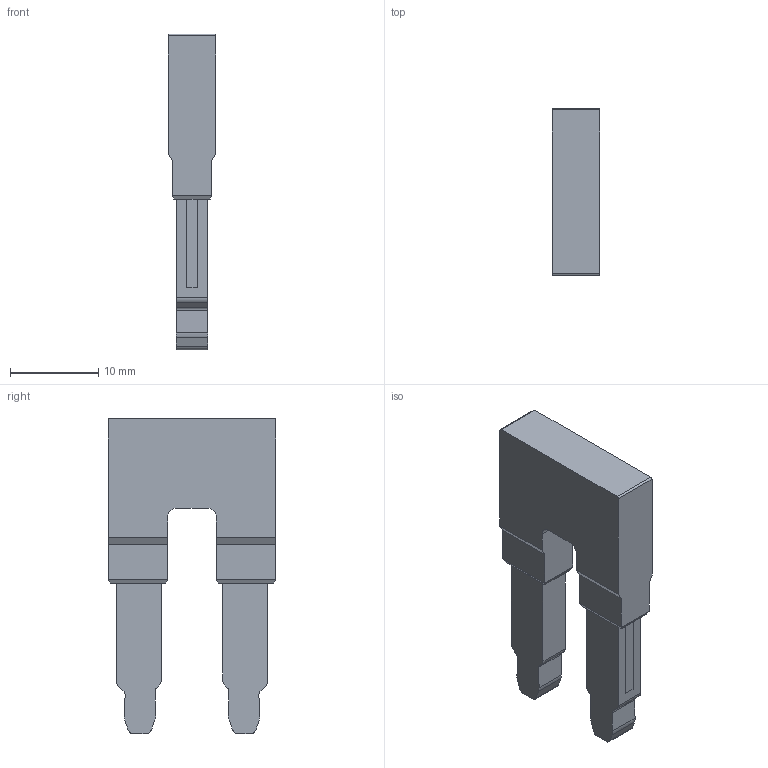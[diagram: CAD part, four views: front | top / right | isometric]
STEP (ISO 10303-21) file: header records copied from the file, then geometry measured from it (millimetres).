
FILE_DESCRIPTION( ( 'STEP AP203' ), '1' );
FILE_NAME( 'DFBS 2-12.stp', '2022-12-30T09:32:57', ( ' ' ), ( ' ' ), 'XStep 1.0', ' ', ' ' );
FILE_SCHEMA( ( 'CONFIG_CONTROL_DESIGN) ( )' ) );
Length unit declared in the file: metre
Products named in the file (1): 1
Bounding box: 5.4 x 19 x 35.8 mm (x, y, z)
Volume: 2163.3 mm3; surface area: 1831.9 mm2
Topology: 1 solids, 1 shells, 90 faces, 257 edges, 170 vertices
Faces by surface type: plane 70, cylinder 20
Entity records: 2957 total; most frequent: CARTESIAN_POINT 518, ORIENTED_EDGE 514, DIRECTION 479, EDGE_CURVE 257, LINE 217, VECTOR 217, VERTEX_POINT 170, AXIS2_PLACEMENT_3D 131
